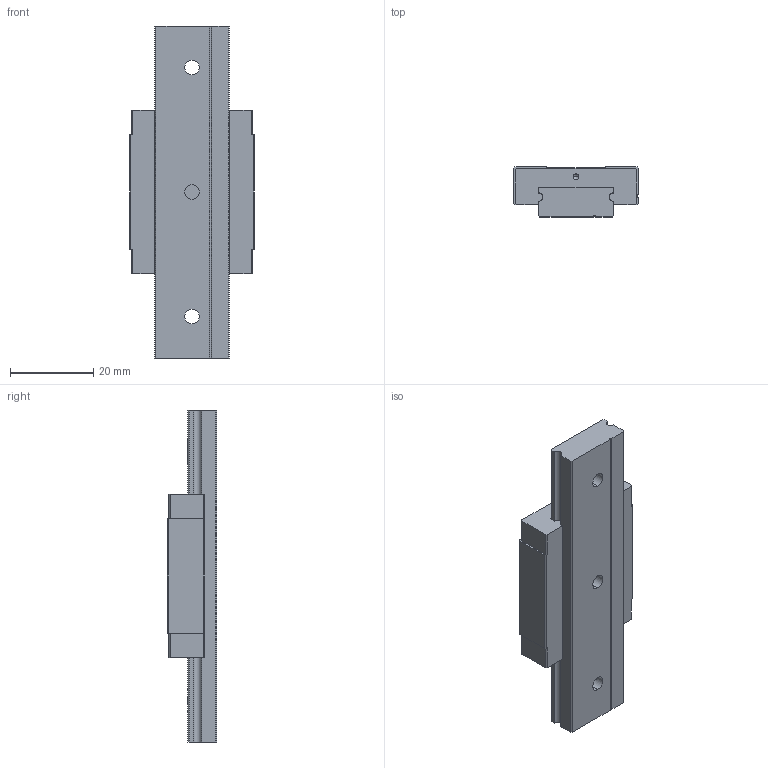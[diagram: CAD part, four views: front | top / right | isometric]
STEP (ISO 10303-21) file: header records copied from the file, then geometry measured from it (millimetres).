
FILE_DESCRIPTION((''),'2;1');
FILE_NAME('MGW9C_ASM','2008-07-11T',('minyao'),(''),'PRO/ENGINEER BY PARAMETRIC TECHNOLOGY CORPORATION, 2004360','PRO/ENGINEER BY PARAMETRIC TECHNOLOGY CORPORATION, 2004360','');
FILE_SCHEMA(('CONFIG_CONTROL_DESIGN'));
Length unit declared in the file: millimetre
Products named in the file (4): MANIFOLD_SOLID_BREP_419; MANIFOLD_SOLID_BREP_420; SAND94F7H8WY_ASM; MGW9C_ASM
Assembly tree (3 placements, depth 3):
  MGW9C_ASM
    SAND94F7H8WY_ASM
      MANIFOLD_SOLID_BREP_419
      MANIFOLD_SOLID_BREP_420
Bounding box: 30 x 12 x 80 mm (x, y, z)
Volume: 16861 mm3; surface area: 8689.9 mm2
Topology: 2 solids, 2 shells, 95 faces, 270 edges, 176 vertices
Faces by surface type: plane 53, cylinder 30, cone 12
Entity records: 3158 total; most frequent: DIRECTION 538, CARTESIAN_POINT 538, ORIENTED_EDGE 516, EDGE_CURVE 258, VECTOR 186, LINE 186, AXIS2_PLACEMENT_3D 176, VERTEX_POINT 176
